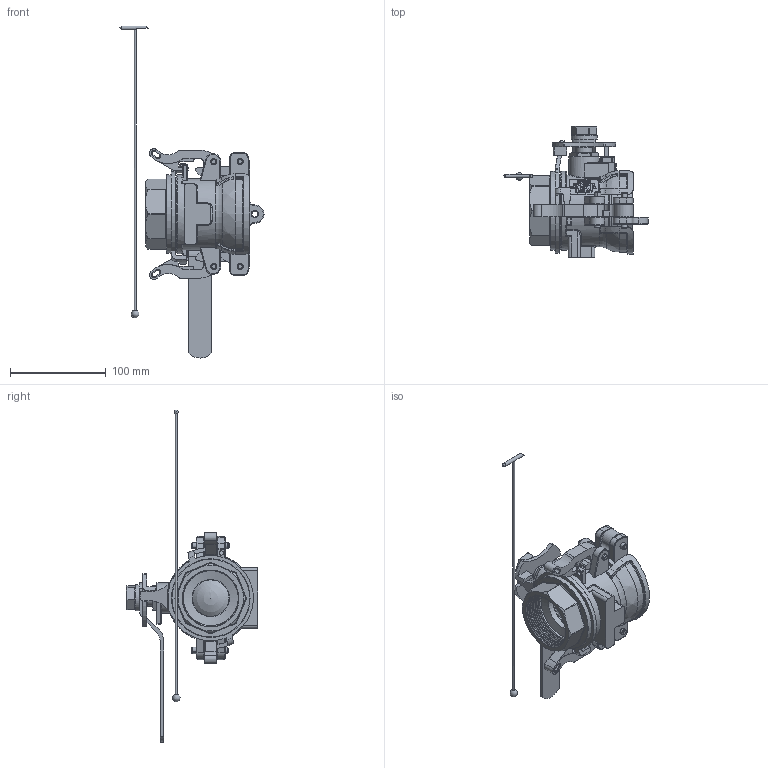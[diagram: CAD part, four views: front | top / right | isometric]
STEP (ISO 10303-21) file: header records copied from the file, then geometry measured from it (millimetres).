
FILE_DESCRIPTION(/* description */ ('2" SS SP FEMALE x FEMALE BSPP w/ FKM SEALS'),/* implementation_level */ '2;1');
FILE_NAME(/* name */ 'DM200DBSS.stp',/* time_stamp */ '2023-04-06T09:35:20-04:00',/* author */ ('BDB'),/* organization */ (''),/* preprocessor_version */ 'ST-DEVELOPER v18.1',/* originating_system */ 'Autodesk Inventor 2022',/* authorisation */ '');
FILE_SCHEMA (('AUTOMOTIVE_DESIGN { 1 0 10303 214 3 1 1 }'));
Products named in the file (32): DM200DBSS; DM15154FSS; DB20258; DB20281; DM15151SS; DM15153SS; DM15154SS; DM15204SS; DM15255FSS; DM15256FBSS; DM15288SS; DM15288SSX; DM15289SS; DM200APL; DB20312AP; DB20312AX; DB20311V; DB20314; DM20300; 200P; DM200KX; DM20294A; V20207A; V20258; VSS15020; VSS15021; VSS15060; VSS15159; VSS15160; VSS15160M; VSS15160S; VSS15160F
Assembly tree (37 placements, depth 4):
  DM200DBSS
    DM15154FSS
    200P  x2
    DB20258
    DB20281  x2
    DM15151SS
    DM15153SS
    DM15154SS
    DM15204SS
    DM15255FSS
    DM15256FBSS
    DM15288SS
      DM15288SSX
    DM15289SS
    DM200APL
      DB20312AP
        DB20312AX
      DB20311V
      DB20314
      DM20300  x2
      200P  x2
    DM200KX  x2
    DM20294A
    V20207A
    V20258
    VSS15020
    VSS15021
    VSS15060
    VSS15159
    VSS15160
      VSS15160M
      VSS15160S
      VSS15160F
Bounding box: 150.25 x 137.19 x 346.32 mm (x, y, z)
Volume: 470172.9 mm3; surface area: 218061.7 mm2
Topology: 35 solids, 35 shells, 3049 faces, 7897 edges, 5107 vertices
Faces by surface type: plane 1195, bspline 852, cylinder 741, torus 121, cone 86, sphere 54
Full cylindrical faces by diameter (mm): 2.381 x1, 3.175 x3, 3.969 x1, 4.572 x1, 6.325 x4, 6.35 x9, 6.502 x4, 7.112 x3, 14.732 x6, 16.825 x2, 16.993 x1, 17.018 x3, 17.17 x1, 17.526 x2, 19.99 x1, 20.066 x1, 21.336 x1, 22.261 x2, 22.606 x1, 23.19 x3, 23.368 x4, 25.4 x7, 31.75 x1, 38.1 x3, 38.862 x1, 41.046 x1, 43.942 x1, 47.6 x1, 50.8 x2, 54.61 x2
Entity records: 121389 total; most frequent: CARTESIAN_POINT 53249, ORIENTED_EDGE 15050, DIRECTION 10971, EDGE_CURVE 7525, VERTEX_POINT 4882, LINE 3665, VECTOR 3665, AXIS2_PLACEMENT_3D 3653
